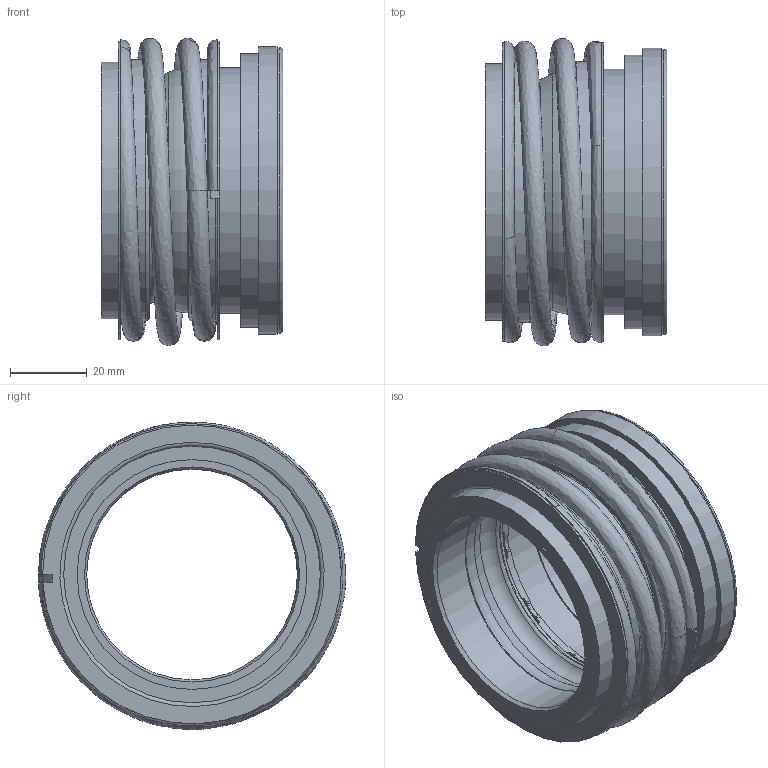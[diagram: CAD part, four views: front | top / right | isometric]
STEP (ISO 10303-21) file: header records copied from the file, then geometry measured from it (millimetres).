
FILE_DESCRIPTION(/* description */ ('Unknown'),/* implementation_level */ '2;1');
FILE_NAME(/* name */ 'eMG12-55-G60',/* time_stamp */ '2020-12-15T07:55:15+01:00',/* author */ ('Unknown'),/* organization */ ('Unknown'),/* preprocessor_version */ 'ST-DEVELOPER v16.7',/* originating_system */ 'DEX',/* authorisation */ $);
FILE_SCHEMA (('AUTOMOTIVE_DESIGN {1 0 10303 214 3 1 1}'));
Length unit declared in the file: millimetre
Products named in the file (1): eMG12-55-G60
Bounding box: 47.5 x 80.23 x 80.2 mm (x, y, z)
Volume: 68402.3 mm3; surface area: 60785.9 mm2
Topology: 8 solids, 8 shells, 283 faces, 662 edges, 377 vertices
Faces by surface type: cylinder 124, plane 69, torus 43, bspline 24, sphere 18, cone 5
Full cylindrical faces by diameter (mm): 55 x1, 55.6 x1, 55.8 x1, 56.6 x1, 56.8 x1, 60 x2, 63.9 x1, 64.1 x1, 64.2 x2, 64.4 x2, 67 x4, 68.2 x2, 71.5 x2, 74.5 x1, 75 x1
Entity records: 9091 total; most frequent: CARTESIAN_POINT 3063, DIRECTION 1286, ORIENTED_EDGE 1130, EDGE_CURVE 565, AXIS2_PLACEMENT_3D 541, VERTEX_POINT 365, EDGE_LOOP 364, FACE_BOUND 364
